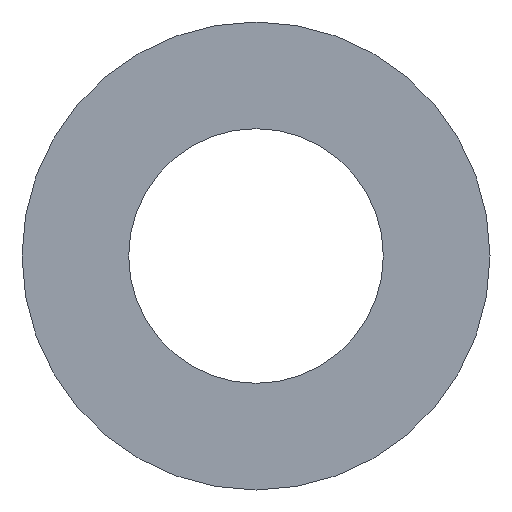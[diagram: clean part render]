
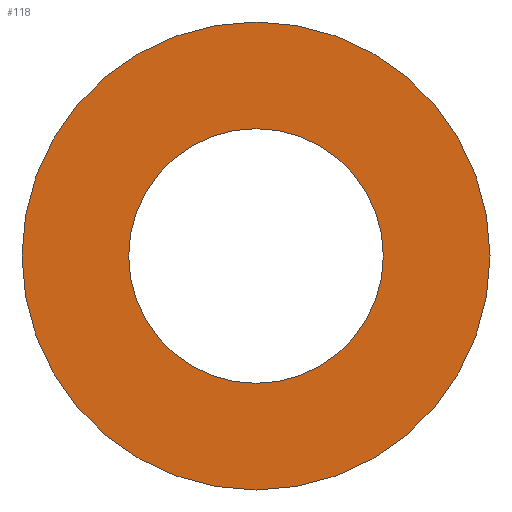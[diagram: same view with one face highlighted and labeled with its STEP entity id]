
A CAD part, left-side view. The second image highlights one B-rep face of the part: STEP entity #118.
In plain terms, the highlighted planar face has unit normal (-1, 0, 0).
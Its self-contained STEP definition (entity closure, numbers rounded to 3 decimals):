
#2 = CIRCLE ( 'NONE', #29, 40. ) ;
#7 = CARTESIAN_POINT ( 'NONE',  ( -3., 0., -73.5 ) ) ;
#9 = CARTESIAN_POINT ( 'NONE',  ( -3., 0., 73.5 ) ) ;
#10 = DIRECTION ( 'NONE',  ( 1., 0., 0. ) ) ;
#17 = AXIS2_PLACEMENT_3D ( 'NONE', #19, #10, #173 ) ;
#19 = CARTESIAN_POINT ( 'NONE',  ( -3., 0., 0. ) ) ;
#26 = DIRECTION ( 'NONE',  ( 0., 0., -1. ) ) ;
#29 = AXIS2_PLACEMENT_3D ( 'NONE', #68, #146, #221 ) ;
#50 = PLANE ( 'NONE',  #247 ) ;
#55 = VERTEX_POINT ( 'NONE', #121 ) ;
#68 = CARTESIAN_POINT ( 'NONE',  ( -3., 0., 0. ) ) ;
#74 = ORIENTED_EDGE ( 'NONE', *, *, #204, .F. ) ;
#76 = ORIENTED_EDGE ( 'NONE', *, *, #231, .T. ) ;
#89 = CARTESIAN_POINT ( 'NONE',  ( -3., 0., 0. ) ) ;
#110 = ORIENTED_EDGE ( 'NONE', *, *, #202, .F. ) ;
#111 = ORIENTED_EDGE ( 'NONE', *, *, #142, .T. ) ;
#114 = AXIS2_PLACEMENT_3D ( 'NONE', #193, #119, #125 ) ;
#118 = ADVANCED_FACE ( 'NONE', ( #141, #246 ), #50, .F. ) ;
#119 = DIRECTION ( 'NONE',  ( 1., 0., 0. ) ) ;
#121 = CARTESIAN_POINT ( 'NONE',  ( -3., 0., -40. ) ) ;
#125 = DIRECTION ( 'NONE',  ( 0., 0., -1. ) ) ;
#126 = DIRECTION ( 'NONE',  ( 0., 0., -1. ) ) ;
#128 = CARTESIAN_POINT ( 'NONE',  ( -3., 0., 40. ) ) ;
#130 = CARTESIAN_POINT ( 'NONE',  ( -3., 0., 0. ) ) ;
#133 = CIRCLE ( 'NONE', #17, 73.5 ) ;
#134 = VERTEX_POINT ( 'NONE', #9 ) ;
#141 = FACE_BOUND ( 'NONE', #149, .T. ) ;
#142 = EDGE_CURVE ( 'NONE', #55, #157, #2, .T. ) ;
#146 = DIRECTION ( 'NONE',  ( 1., 0., 0. ) ) ;
#149 = EDGE_LOOP ( 'NONE', ( #111, #76 ) ) ;
#157 = VERTEX_POINT ( 'NONE', #128 ) ;
#162 = CIRCLE ( 'NONE', #114, 40. ) ;
#169 = EDGE_LOOP ( 'NONE', ( #74, #110 ) ) ;
#173 = DIRECTION ( 'NONE',  ( 0., 0., -1. ) ) ;
#193 = CARTESIAN_POINT ( 'NONE',  ( -3., 0., 0. ) ) ;
#200 = DIRECTION ( 'NONE',  ( 1., 0., 0. ) ) ;
#202 = EDGE_CURVE ( 'NONE', #134, #229, #230, .T. ) ;
#204 = EDGE_CURVE ( 'NONE', #229, #134, #133, .T. ) ;
#205 = AXIS2_PLACEMENT_3D ( 'NONE', #89, #224, #126 ) ;
#221 = DIRECTION ( 'NONE',  ( 0., 0., -1. ) ) ;
#224 = DIRECTION ( 'NONE',  ( 1., 0., 0. ) ) ;
#229 = VERTEX_POINT ( 'NONE', #7 ) ;
#230 = CIRCLE ( 'NONE', #205, 73.5 ) ;
#231 = EDGE_CURVE ( 'NONE', #157, #55, #162, .T. ) ;
#246 = FACE_OUTER_BOUND ( 'NONE', #169, .T. ) ;
#247 = AXIS2_PLACEMENT_3D ( 'NONE', #130, #200, #26 ) ;
